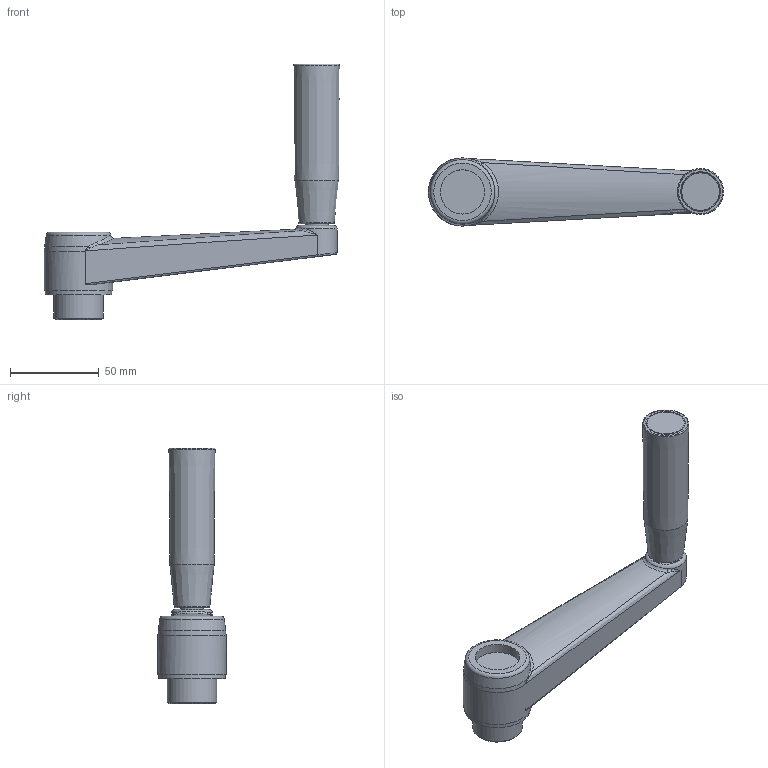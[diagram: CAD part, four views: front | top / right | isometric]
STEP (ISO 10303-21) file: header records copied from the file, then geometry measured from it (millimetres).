
FILE_DESCRIPTION( ( 'Unknown' ), '1' );
FILE_NAME( '6384050_MH130_MEP.stp', 'Unknown', ( 'Unknown' ), ( 'Unknown' ), 'PSStep 11.0', 'Unknown', ' ' );
FILE_SCHEMA( ( 'AUTOMOTIVE_DESIGN { 1 0 10303 214 1 1 1 1 }' ) );
Length unit declared in the file: millimetre
Products named in the file (2): 1801076
Bounding box: 166.63 x 38.5 x 144.25 mm (x, y, z)
Volume: 122531.4 mm3; surface area: 45430.7 mm2
Topology: 2 solids, 3 shells, 289 faces, 719 edges, 449 vertices
Faces by surface type: plane 132, cylinder 59, bspline 46, cone 31, torus 21
Full cylindrical faces by diameter (mm): 4.1 x1, 5.3 x1, 6 x1, 6.5 x1, 6.647 x1, 8.7 x1, 9.6 x1, 10.2 x1, 10.75 x3, 11 x1, 12.15 x1, 13 x1, 13.06 x1, 17.28 x1, 21.6 x2, 22 x1, 25 x1, 28 x1, 37.31 x1, 38.5 x1
Entity records: 15975 total; most frequent: CARTESIAN_POINT 7405, ORIENTED_EDGE 1272, DIRECTION 1238, EDGE_CURVE 636, AXIS2_PLACEMENT_3D 485, VERTEX_POINT 426, EDGE_LOOP 362, FACE_OUTER_BOUND 325
